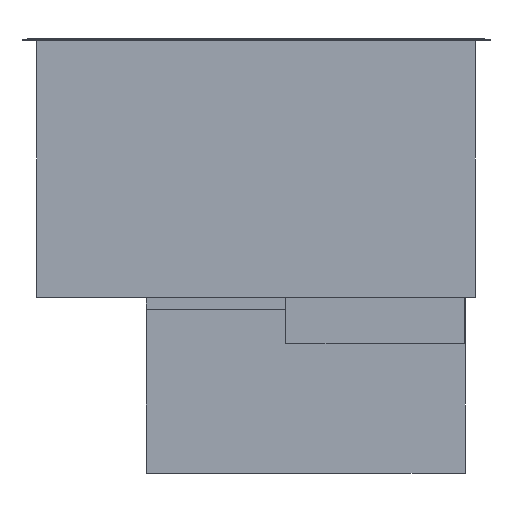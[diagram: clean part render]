
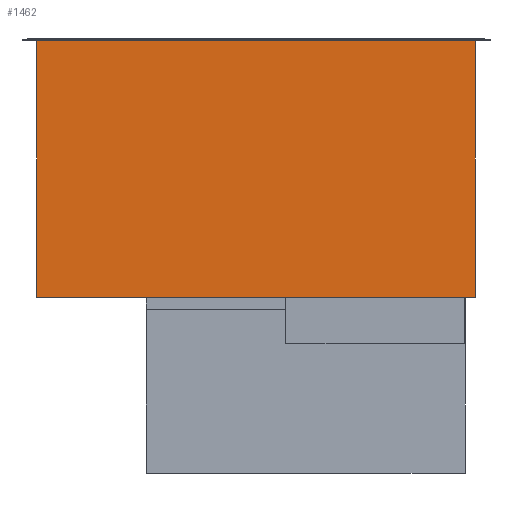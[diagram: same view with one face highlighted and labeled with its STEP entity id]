
A CAD part, left-side view. The second image highlights one B-rep face of the part: STEP entity #1462.
In plain terms, the highlighted planar face has unit normal (-1, 0, 0).
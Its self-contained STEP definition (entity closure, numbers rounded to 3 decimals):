
#90=FACE_OUTER_BOUND('',#178,.T.);
#178=EDGE_LOOP('',(#1131,#1132,#1133,#1134));
#333=LINE('',#2240,#523);
#334=LINE('',#2242,#524);
#335=LINE('',#2244,#525);
#336=LINE('',#2245,#526);
#523=VECTOR('',#1828,10.);
#524=VECTOR('',#1829,10.);
#525=VECTOR('',#1830,10.);
#526=VECTOR('',#1831,10.);
#681=VERTEX_POINT('',#2238);
#682=VERTEX_POINT('',#2239);
#683=VERTEX_POINT('',#2241);
#684=VERTEX_POINT('',#2243);
#845=EDGE_CURVE('',#681,#682,#333,.T.);
#846=EDGE_CURVE('',#682,#683,#334,.T.);
#847=EDGE_CURVE('',#684,#683,#335,.T.);
#848=EDGE_CURVE('',#681,#684,#336,.T.);
#1131=ORIENTED_EDGE('',*,*,#845,.T.);
#1132=ORIENTED_EDGE('',*,*,#846,.T.);
#1133=ORIENTED_EDGE('',*,*,#847,.F.);
#1134=ORIENTED_EDGE('',*,*,#848,.F.);
#1377=PLANE('',#1575);
#1462=ADVANCED_FACE('',(#90),#1377,.T.);
#1575=AXIS2_PLACEMENT_3D('',#2237,#1826,#1827);
#1826=DIRECTION('center_axis',(-1.,0.,0.));
#1827=DIRECTION('ref_axis',(0.,-1.,0.));
#1828=DIRECTION('',(0.,-1.,0.));
#1829=DIRECTION('',(0.,0.,1.));
#1830=DIRECTION('',(0.,-1.,0.));
#1831=DIRECTION('',(0.,0.,1.));
#2237=CARTESIAN_POINT('Origin',(-687.5,330.,0.));
#2238=CARTESIAN_POINT('',(-687.5,330.,0.));
#2239=CARTESIAN_POINT('',(-687.5,-330.,0.));
#2240=CARTESIAN_POINT('',(-687.5,330.,0.));
#2241=CARTESIAN_POINT('',(-687.5,-330.,387.));
#2242=CARTESIAN_POINT('',(-687.5,-330.,0.));
#2243=CARTESIAN_POINT('',(-687.5,330.,387.));
#2244=CARTESIAN_POINT('',(-687.5,330.,387.));
#2245=CARTESIAN_POINT('',(-687.5,330.,0.));
